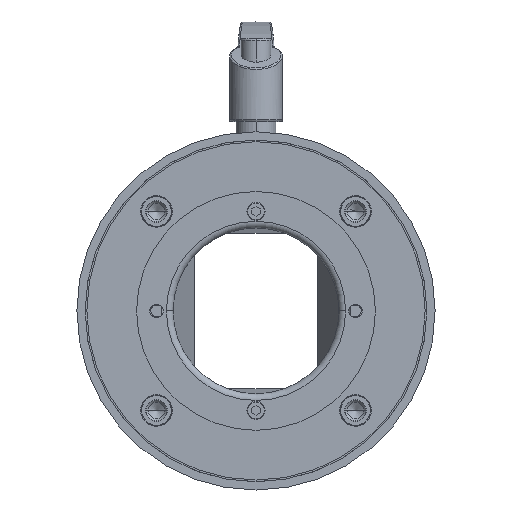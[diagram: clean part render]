
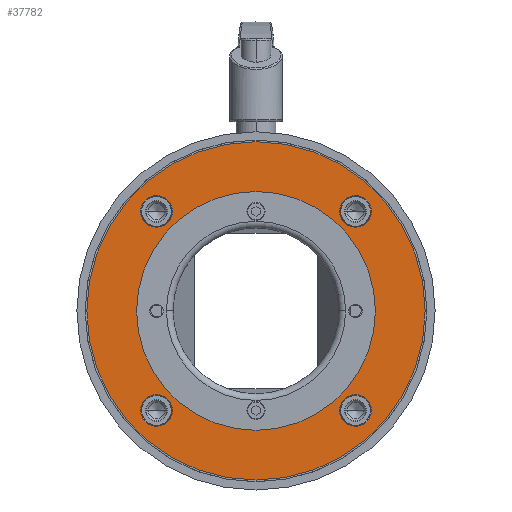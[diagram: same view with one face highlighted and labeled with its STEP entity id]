
A CAD part, front view. The second image highlights one B-rep face of the part: STEP entity #37782.
In plain terms, the highlighted planar face has unit normal (0, -1, 0).
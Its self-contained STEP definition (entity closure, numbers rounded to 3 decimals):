
#9690=CARTESIAN_POINT('',(0.,-35.,0.));
#9691=DIRECTION('',(0.,1.,0.));
#9692=DIRECTION('',(1.,0.,0.));
#9693=AXIS2_PLACEMENT_3D('',#9690,#9691,#9692);
#9698=CARTESIAN_POINT('',(0.,-35.,0.));
#9699=DIRECTION('',(0.,1.,0.));
#9700=DIRECTION('',(-1.,0.,0.));
#9701=AXIS2_PLACEMENT_3D('',#9698,#9699,#9700);
#9706=CARTESIAN_POINT('',(0.,-35.,0.));
#9707=DIRECTION('',(0.,1.,0.));
#9708=DIRECTION('',(1.,0.,0.));
#9709=AXIS2_PLACEMENT_3D('',#9706,#9707,#9708);
#9714=CARTESIAN_POINT('',(0.,-35.,0.));
#9715=DIRECTION('',(0.,1.,0.));
#9716=DIRECTION('',(-1.,0.,0.));
#9717=AXIS2_PLACEMENT_3D('',#9714,#9715,#9716);
#9722=CARTESIAN_POINT('',(-30.,-35.,-30.));
#9723=DIRECTION('',(0.,1.,0.));
#9724=DIRECTION('',(1.,0.,0.));
#9725=AXIS2_PLACEMENT_3D('',#9722,#9723,#9724);
#9730=CARTESIAN_POINT('',(-30.,-35.,-30.));
#9731=DIRECTION('',(0.,1.,0.));
#9732=DIRECTION('',(-1.,0.,0.));
#9733=AXIS2_PLACEMENT_3D('',#9730,#9731,#9732);
#9738=CARTESIAN_POINT('',(30.,-35.,-30.));
#9739=DIRECTION('',(0.,1.,0.));
#9740=DIRECTION('',(1.,0.,0.));
#9741=AXIS2_PLACEMENT_3D('',#9738,#9739,#9740);
#9746=CARTESIAN_POINT('',(30.,-35.,-30.));
#9747=DIRECTION('',(0.,1.,0.));
#9748=DIRECTION('',(-1.,0.,0.));
#9749=AXIS2_PLACEMENT_3D('',#9746,#9747,#9748);
#9754=CARTESIAN_POINT('',(30.,-35.,30.));
#9755=DIRECTION('',(0.,1.,0.));
#9756=DIRECTION('',(1.,0.,0.));
#9757=AXIS2_PLACEMENT_3D('',#9754,#9755,#9756);
#9762=CARTESIAN_POINT('',(30.,-35.,30.));
#9763=DIRECTION('',(0.,1.,0.));
#9764=DIRECTION('',(-1.,0.,0.));
#9765=AXIS2_PLACEMENT_3D('',#9762,#9763,#9764);
#9770=CARTESIAN_POINT('',(-30.,-35.,30.));
#9771=DIRECTION('',(0.,1.,0.));
#9772=DIRECTION('',(1.,0.,0.));
#9773=AXIS2_PLACEMENT_3D('',#9770,#9771,#9772);
#9778=CARTESIAN_POINT('',(-30.,-35.,30.));
#9779=DIRECTION('',(0.,1.,0.));
#9780=DIRECTION('',(-1.,0.,0.));
#9781=AXIS2_PLACEMENT_3D('',#9778,#9779,#9780);
#26298=CARTESIAN_POINT('',(51.,-35.,0.));
#26299=CARTESIAN_POINT('',(-51.,-35.,0.));
#26300=VERTEX_POINT('',#26298);
#26301=VERTEX_POINT('',#26299);
#26302=CARTESIAN_POINT('',(36.,-35.,0.));
#26303=CARTESIAN_POINT('',(-36.,-35.,0.));
#26304=VERTEX_POINT('',#26302);
#26305=VERTEX_POINT('',#26303);
#26306=CARTESIAN_POINT('',(-25.25,-35.,-30.));
#26307=CARTESIAN_POINT('',(-34.75,-35.,-30.));
#26308=VERTEX_POINT('',#26306);
#26309=VERTEX_POINT('',#26307);
#26310=CARTESIAN_POINT('',(34.75,-35.,-30.));
#26311=CARTESIAN_POINT('',(25.25,-35.,-30.));
#26312=VERTEX_POINT('',#26310);
#26313=VERTEX_POINT('',#26311);
#26314=CARTESIAN_POINT('',(34.75,-35.,30.));
#26315=CARTESIAN_POINT('',(25.25,-35.,30.));
#26316=VERTEX_POINT('',#26314);
#26317=VERTEX_POINT('',#26315);
#26318=CARTESIAN_POINT('',(-25.25,-35.,30.));
#26319=CARTESIAN_POINT('',(-34.75,-35.,30.));
#26320=VERTEX_POINT('',#26318);
#26321=VERTEX_POINT('',#26319);
#37743=CARTESIAN_POINT('',(0.,-35.,0.));
#37744=DIRECTION('',(0.,1.,0.));
#37745=DIRECTION('',(1.,0.,0.));
#37746=AXIS2_PLACEMENT_3D('',#37743,#37744,#37745);
#37747=PLANE('',#37746);
#37749=ORIENTED_EDGE('',*,*,#37748,.T.);
#37751=ORIENTED_EDGE('',*,*,#37750,.T.);
#37752=EDGE_LOOP('',(#37749,#37751));
#37753=FACE_OUTER_BOUND('',#37752,.F.);
#37755=ORIENTED_EDGE('',*,*,#37754,.F.);
#37757=ORIENTED_EDGE('',*,*,#37756,.F.);
#37758=EDGE_LOOP('',(#37755,#37757));
#37759=FACE_BOUND('',#37758,.F.);
#37761=ORIENTED_EDGE('',*,*,#37760,.F.);
#37763=ORIENTED_EDGE('',*,*,#37762,.F.);
#37764=EDGE_LOOP('',(#37761,#37763));
#37765=FACE_BOUND('',#37764,.F.);
#37766=ORIENTED_EDGE('',*,*,#37707,.F.);
#37767=ORIENTED_EDGE('',*,*,#37730,.F.);
#37768=EDGE_LOOP('',(#37766,#37767));
#37769=FACE_BOUND('',#37768,.F.);
#37771=ORIENTED_EDGE('',*,*,#37770,.F.);
#37773=ORIENTED_EDGE('',*,*,#37772,.F.);
#37774=EDGE_LOOP('',(#37771,#37773));
#37775=FACE_BOUND('',#37774,.F.);
#37777=ORIENTED_EDGE('',*,*,#37776,.F.);
#37779=ORIENTED_EDGE('',*,*,#37778,.F.);
#37780=EDGE_LOOP('',(#37777,#37779));
#37781=FACE_BOUND('',#37780,.F.);
#37782=ADVANCED_FACE('',(#37753,#37759,#37765,#37769,#37775,#37781),#37747,.F.);
#9694=CIRCLE('',#9693,51.);
#9702=CIRCLE('',#9701,51.);
#9710=CIRCLE('',#9709,36.);
#9718=CIRCLE('',#9717,36.);
#9726=CIRCLE('',#9725,4.75);
#9734=CIRCLE('',#9733,4.75);
#9742=CIRCLE('',#9741,4.75);
#9750=CIRCLE('',#9749,4.75);
#9758=CIRCLE('',#9757,4.75);
#9766=CIRCLE('',#9765,4.75);
#9774=CIRCLE('',#9773,4.75);
#9782=CIRCLE('',#9781,4.75);
#37707=EDGE_CURVE('',#26312,#26313,#9742,.T.);
#37730=EDGE_CURVE('',#26313,#26312,#9750,.T.);
#37748=EDGE_CURVE('',#26300,#26301,#9694,.T.);
#37750=EDGE_CURVE('',#26301,#26300,#9702,.T.);
#37754=EDGE_CURVE('',#26304,#26305,#9710,.T.);
#37756=EDGE_CURVE('',#26305,#26304,#9718,.T.);
#37760=EDGE_CURVE('',#26308,#26309,#9726,.T.);
#37762=EDGE_CURVE('',#26309,#26308,#9734,.T.);
#37770=EDGE_CURVE('',#26316,#26317,#9758,.T.);
#37772=EDGE_CURVE('',#26317,#26316,#9766,.T.);
#37776=EDGE_CURVE('',#26320,#26321,#9774,.T.);
#37778=EDGE_CURVE('',#26321,#26320,#9782,.T.);
